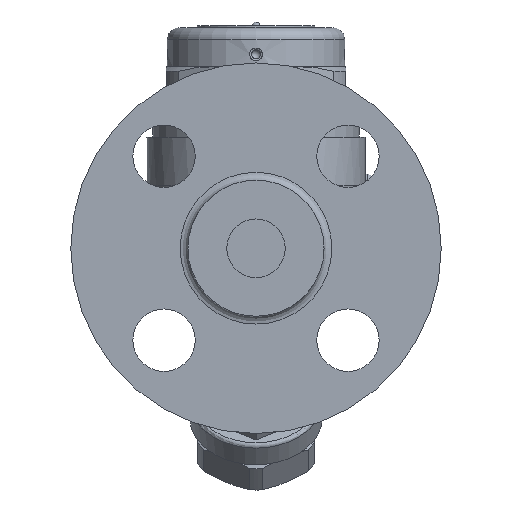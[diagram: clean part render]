
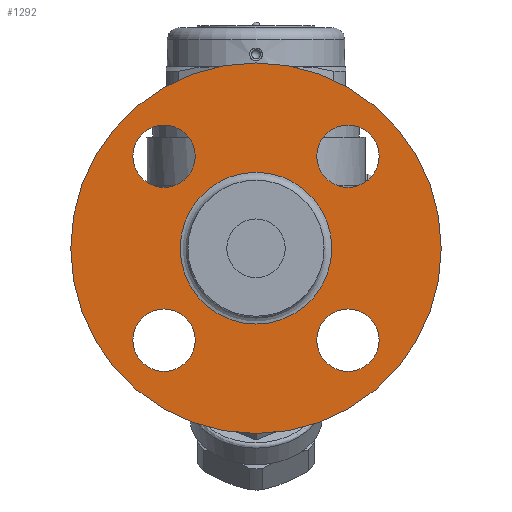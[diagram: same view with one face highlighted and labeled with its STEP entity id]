
A CAD part, left-side view. The second image highlights one B-rep face of the part: STEP entity #1292.
In plain terms, the highlighted planar face has unit normal (-1, 0, 0).
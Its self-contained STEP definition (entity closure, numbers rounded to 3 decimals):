
#724=CARTESIAN_POINT('',(-63.6,-31.582,-23.582));
#725=VERTEX_POINT('',#724);
#726=CARTESIAN_POINT('',(-63.6,-23.582,-23.582));
#727=DIRECTION('',(1.0,0.0,0.0));
#728=DIRECTION('',(0.0,-1.0,0.0));
#729=AXIS2_PLACEMENT_3D('',#726,#727,#728);
#730=CIRCLE('',#729,8.0);
#731=EDGE_CURVE('',#725,#725,#730,.T.);
#773=CARTESIAN_POINT('',(-63.6,23.582,-31.582));
#774=VERTEX_POINT('',#773);
#775=CARTESIAN_POINT('',(-63.6,23.582,-23.582));
#776=DIRECTION('',(1.0,0.0,0.0));
#777=DIRECTION('',(0.0,0.0,-1.0));
#778=AXIS2_PLACEMENT_3D('',#775,#776,#777);
#779=CIRCLE('',#778,8.0);
#780=EDGE_CURVE('',#774,#774,#779,.T.);
#822=CARTESIAN_POINT('',(-63.6,31.582,23.582));
#823=VERTEX_POINT('',#822);
#824=CARTESIAN_POINT('',(-63.6,23.582,23.582));
#825=DIRECTION('',(1.0,0.0,0.0));
#826=DIRECTION('',(0.0,1.0,0.0));
#827=AXIS2_PLACEMENT_3D('',#824,#825,#826);
#828=CIRCLE('',#827,8.0);
#829=EDGE_CURVE('',#823,#823,#828,.T.);
#871=CARTESIAN_POINT('',(-63.6,-23.582,31.582));
#872=VERTEX_POINT('',#871);
#873=CARTESIAN_POINT('',(-63.6,-23.582,23.582));
#874=DIRECTION('',(1.0,0.0,0.0));
#875=DIRECTION('',(0.0,0.0,1.0));
#876=AXIS2_PLACEMENT_3D('',#873,#874,#875);
#877=CIRCLE('',#876,8.0);
#878=EDGE_CURVE('',#872,#872,#877,.T.);
#1113=CARTESIAN_POINT('',(-63.6,0.0,47.5));
#1114=VERTEX_POINT('',#1113);
#1115=CARTESIAN_POINT('',(-63.6,0.0,0.));
#1116=DIRECTION('',(-1.0,0.0,0.0));
#1117=DIRECTION('',(0.0,0.0,1.0));
#1118=AXIS2_PLACEMENT_3D('',#1115,#1116,#1117);
#1119=CIRCLE('',#1118,47.5);
#1120=EDGE_CURVE('',#1114,#1114,#1119,.T.);
#1246=CARTESIAN_POINT('',(-63.6,0.0,19.45));
#1247=VERTEX_POINT('',#1246);
#1248=CARTESIAN_POINT('',(-63.6,0.0,0.));
#1249=DIRECTION('',(-1.0,0.0,0.0));
#1250=DIRECTION('',(0.0,0.0,-1.0));
#1251=AXIS2_PLACEMENT_3D('',#1248,#1249,#1250);
#1252=CIRCLE('',#1251,19.45);
#1253=EDGE_CURVE('',#1247,#1247,#1252,.T.);
#1269=CARTESIAN_POINT('',(-63.6,0.0,32.475));
#1270=DIRECTION('',(-1.0,0.0,0.0));
#1271=DIRECTION('',(0.0,0.0,1.0));
#1272=AXIS2_PLACEMENT_3D('',#1269,#1270,#1271);
#1273=PLANE('',#1272);
#1274=ORIENTED_EDGE('',*,*,#1120,.T.);
#1275=EDGE_LOOP('',(#1274));
#1276=FACE_OUTER_BOUND('',#1275,.T.);
#1277=ORIENTED_EDGE('',*,*,#731,.T.);
#1278=EDGE_LOOP('',(#1277));
#1279=FACE_BOUND('',#1278,.T.);
#1280=ORIENTED_EDGE('',*,*,#780,.T.);
#1281=EDGE_LOOP('',(#1280));
#1282=FACE_BOUND('',#1281,.T.);
#1283=ORIENTED_EDGE('',*,*,#829,.T.);
#1284=EDGE_LOOP('',(#1283));
#1285=FACE_BOUND('',#1284,.T.);
#1286=ORIENTED_EDGE('',*,*,#878,.T.);
#1287=EDGE_LOOP('',(#1286));
#1288=FACE_BOUND('',#1287,.T.);
#1289=ORIENTED_EDGE('',*,*,#1253,.F.);
#1290=EDGE_LOOP('',(#1289));
#1291=FACE_BOUND('',#1290,.T.);
#1292=ADVANCED_FACE('',(#1276,#1279,#1282,#1285,#1288,#1291),#1273,.T.);
